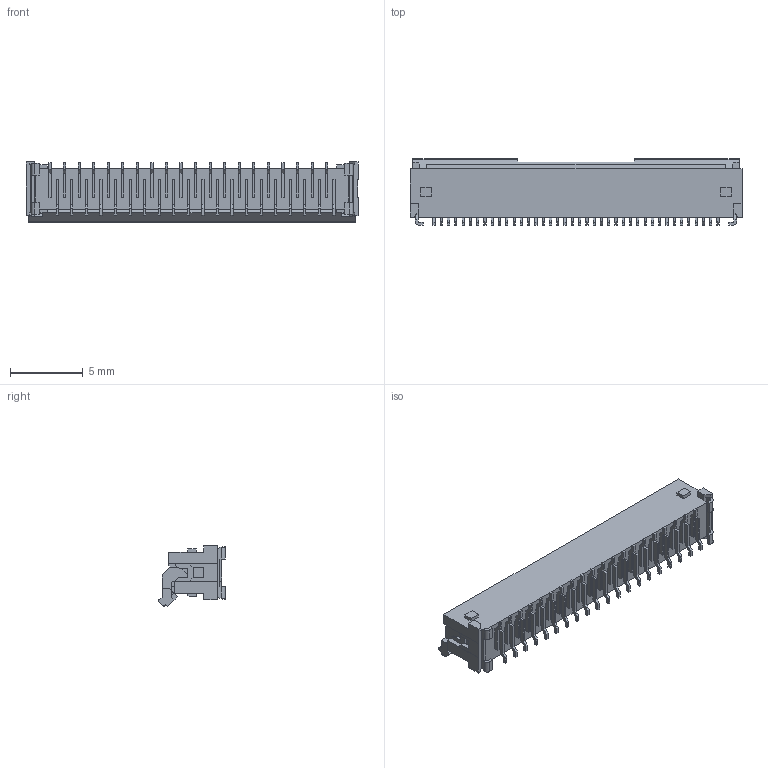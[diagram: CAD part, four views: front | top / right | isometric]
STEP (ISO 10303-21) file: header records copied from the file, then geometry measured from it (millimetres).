
FILE_DESCRIPTION(('STEP AP242'),'1');
FILE_NAME('501951-4000.stp','2021-04-06T13:31:04',('TraceParts'),('TraceParts S.A.'),'Spatial InterOp 3D',' ',' ');
FILE_SCHEMA(('AP242_MANAGED_MODEL_BASED_3D_ENGINEERING_MIM_LF {1 0 10303 442 1 1 4}'));
Length unit declared in the file: millimetre
Products named in the file (1): 501951-4000_1
Bounding box: 22.8 x 4.6 x 4.13 mm (x, y, z)
Volume: 205.3 mm3; surface area: 654.3 mm2
Topology: 1 solids, 1 shells, 1357 faces, 4483 edges, 3198 vertices
Faces by surface type: plane 1191, cylinder 166
Entity records: 48503 total; most frequent: CARTESIAN_POINT 8688, ORIENTED_EDGE 8614, DIRECTION 7537, EDGE_CURVE 4307, LINE 4147, VECTOR 4147, VERTEX_POINT 2846, AXIS2_PLACEMENT_3D 1695
